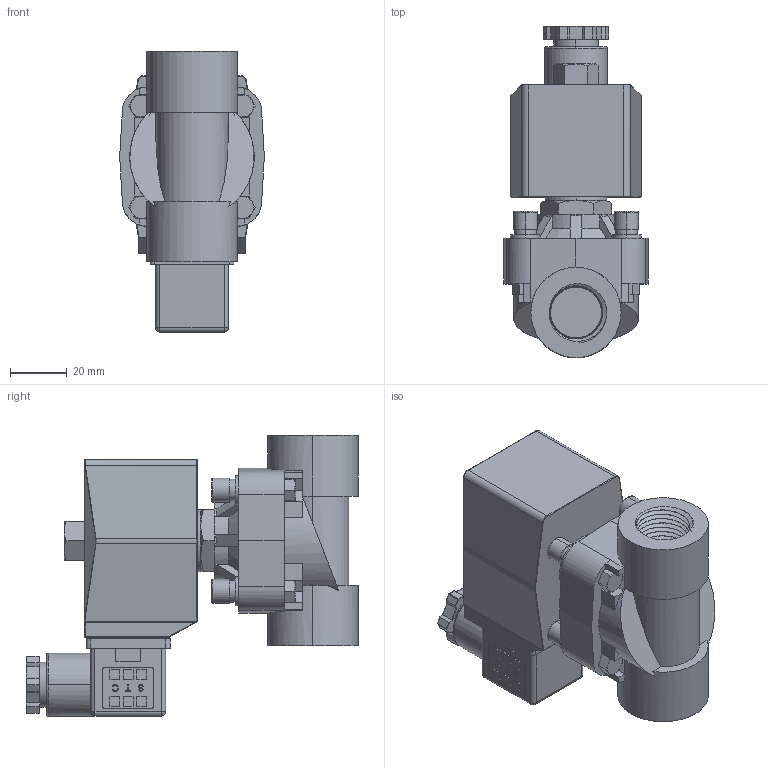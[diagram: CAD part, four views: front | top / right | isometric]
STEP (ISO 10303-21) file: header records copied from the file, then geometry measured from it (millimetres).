
FILE_DESCRIPTION (( 'STEP AP214' ), '1' );
FILE_NAME ('2P160-1-2-1-D.STEP', '2018-06-22T20:42:41', ( '' ), ( '' ), 'SwSTEP 2.0', 'SolidWorks 2016', '' );
FILE_SCHEMA (( 'AUTOMOTIVE_DESIGN' ));
Length unit declared in the file: millimetre
Products named in the file (1): 2P160-1-2-1-D
Bounding box: 50.8 x 116.63 x 98.71 mm (x, y, z)
Volume: 197090.3 mm3; surface area: 52638.9 mm2
Topology: 8 solids, 8 shells, 1239 faces, 3582 edges, 2372 vertices
Faces by surface type: plane 640, cylinder 352, bspline 137, cone 102, torus 8
Entity records: 79756 total; most frequent: CARTESIAN_POINT 35948, ORIENTED_EDGE 7080, DIRECTION 5070, EDGE_CURVE 3540, VERTEX_POINT 2372, LINE 1946, VECTOR 1946, AXIS2_PLACEMENT_3D 1562
